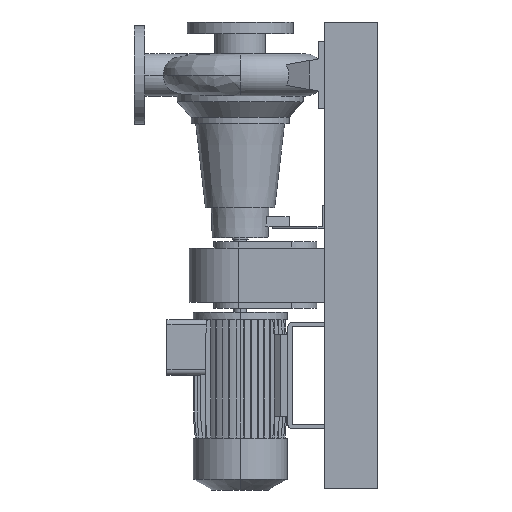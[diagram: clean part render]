
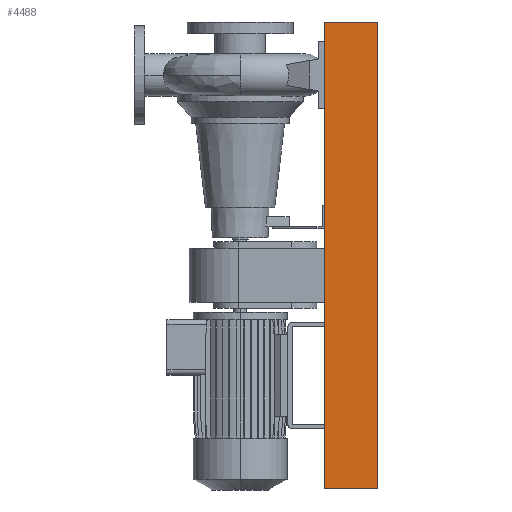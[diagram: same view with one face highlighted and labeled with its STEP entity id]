
A CAD part, left-side view. The second image highlights one B-rep face of the part: STEP entity #4488.
In plain terms, the highlighted planar face has unit normal (-1, 0, 0).
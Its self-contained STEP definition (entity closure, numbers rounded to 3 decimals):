
#455 = DIRECTION ( 'NONE',  ( 0., -1., 0. ) ) ;
#680 = ORIENTED_EDGE ( 'NONE', *, *, #11436, .T. ) ;
#1396 = LINE ( 'NONE', #17646, #16699 ) ;
#1802 = CARTESIAN_POINT ( 'NONE',  ( -150., -50., 440. ) ) ;
#2033 = ORIENTED_EDGE ( 'NONE', *, *, #15666, .F. ) ;
#2255 = CARTESIAN_POINT ( 'NONE',  ( -150., 50., -440. ) ) ;
#2836 = VECTOR ( 'NONE', #10453, 1000. ) ;
#3087 = VECTOR ( 'NONE', #455, 1000. ) ;
#3866 = ORIENTED_EDGE ( 'NONE', *, *, #12499, .T. ) ;
#4092 = FACE_OUTER_BOUND ( 'NONE', #15345, .T. ) ;
#4321 = CARTESIAN_POINT ( 'NONE',  ( -150., 50., 440. ) ) ;
#4488 = ADVANCED_FACE ( 'NONE', ( #4092 ), #18726, .T. ) ;
#4555 = EDGE_CURVE ( 'NONE', #14846, #7590, #1396, .T. ) ;
#6802 = VERTEX_POINT ( 'NONE', #13051 ) ;
#7326 = CARTESIAN_POINT ( 'NONE',  ( -150., -50., -440. ) ) ;
#7590 = VERTEX_POINT ( 'NONE', #1802 ) ;
#7879 = LINE ( 'NONE', #8092, #19556 ) ;
#8092 = CARTESIAN_POINT ( 'NONE',  ( -150., -50., -440. ) ) ;
#9835 = AXIS2_PLACEMENT_3D ( 'NONE', #7326, #18415, #20247 ) ;
#10453 = DIRECTION ( 'NONE',  ( 0., 0., 1. ) ) ;
#10683 = ORIENTED_EDGE ( 'NONE', *, *, #4555, .F. ) ;
#11436 = EDGE_CURVE ( 'NONE', #6802, #7590, #7879, .T. ) ;
#12499 = EDGE_CURVE ( 'NONE', #14668, #6802, #15326, .T. ) ;
#12528 = DIRECTION ( 'NONE',  ( 0., 0., 1. ) ) ;
#13051 = CARTESIAN_POINT ( 'NONE',  ( -150., -50., -440. ) ) ;
#13188 = CARTESIAN_POINT ( 'NONE',  ( -150., -50., -440. ) ) ;
#13679 = LINE ( 'NONE', #2255, #2836 ) ;
#14668 = VERTEX_POINT ( 'NONE', #19898 ) ;
#14846 = VERTEX_POINT ( 'NONE', #4321 ) ;
#15326 = LINE ( 'NONE', #13188, #3087 ) ;
#15345 = EDGE_LOOP ( 'NONE', ( #10683, #2033, #3866, #680 ) ) ;
#15666 = EDGE_CURVE ( 'NONE', #14668, #14846, #13679, .T. ) ;
#15832 = DIRECTION ( 'NONE',  ( 0., -1., 0. ) ) ;
#16699 = VECTOR ( 'NONE', #15832, 1000. ) ;
#17646 = CARTESIAN_POINT ( 'NONE',  ( -150., -50., 440. ) ) ;
#18415 = DIRECTION ( 'NONE',  ( -1., 0., 0. ) ) ;
#18726 = PLANE ( 'NONE',  #9835 ) ;
#19556 = VECTOR ( 'NONE', #12528, 1000. ) ;
#19898 = CARTESIAN_POINT ( 'NONE',  ( -150., 50., -440. ) ) ;
#20247 = DIRECTION ( 'NONE',  ( 0., 0., 1. ) ) ;
